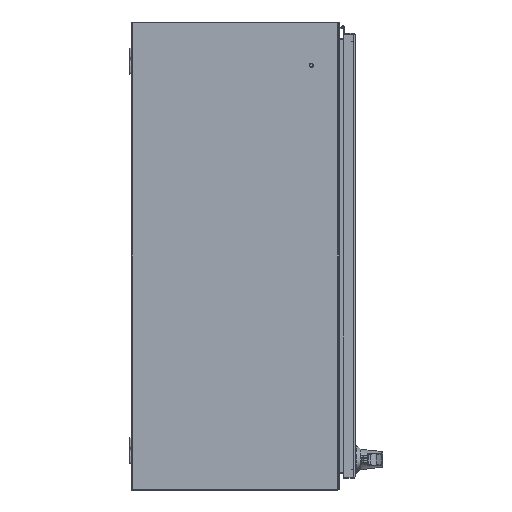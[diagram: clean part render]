
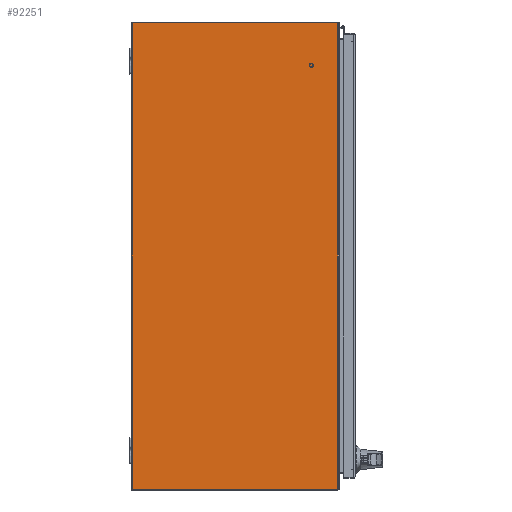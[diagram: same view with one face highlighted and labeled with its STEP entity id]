
A CAD part, front view. The second image highlights one B-rep face of the part: STEP entity #92251.
In plain terms, the highlighted face is planar.
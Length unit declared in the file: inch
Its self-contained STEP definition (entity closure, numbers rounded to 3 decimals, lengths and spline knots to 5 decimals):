
#217 = EDGE_CURVE ( 'NONE', #36916, #24784, #54275, .T. ) ;
#8770 = DIRECTION ( 'NONE',  ( 0., 1., 0. ) ) ;
#9301 = DIRECTION ( 'NONE',  ( -1., 0., 0. ) ) ;
#9345 = VECTOR ( 'NONE', #71185, 39.37008 ) ;
#18835 = ORIENTED_EDGE ( 'NONE', *, *, #91724, .F. ) ;
#21439 = VECTOR ( 'NONE', #9301, 39.37008 ) ;
#21822 = EDGE_CURVE ( 'NONE', #101189, #24784, #106965, .T. ) ;
#23413 = CARTESIAN_POINT ( 'NONE',  ( -17.928, -15.892, -30. ) ) ;
#24784 = VERTEX_POINT ( 'NONE', #25829 ) ;
#25829 = CARTESIAN_POINT ( 'NONE',  ( -17.928, -0.108, -30. ) ) ;
#29119 = CARTESIAN_POINT ( 'NONE',  ( 17.928, -0.072, -30. ) ) ;
#33496 = LINE ( 'NONE', #29119, #99304 ) ;
#36709 = CARTESIAN_POINT ( 'NONE',  ( 17.928, -0.108, -30. ) ) ;
#36916 = VERTEX_POINT ( 'NONE', #36709 ) ;
#37757 = ORIENTED_EDGE ( 'NONE', *, *, #21822, .T. ) ;
#44622 = CARTESIAN_POINT ( 'NONE',  ( -17.928, -0.072, -30. ) ) ;
#54275 = LINE ( 'NONE', #70718, #21439 ) ;
#56611 = VERTEX_POINT ( 'NONE', #113250 ) ;
#65812 = DIRECTION ( 'NONE',  ( 0., -1., 0. ) ) ;
#69056 = FACE_OUTER_BOUND ( 'NONE', #77031, .T. ) ;
#69520 = CARTESIAN_POINT ( 'NONE',  ( -17.928, 0., -30. ) ) ;
#69922 = PLANE ( 'NONE',  #108041 ) ;
#70718 = CARTESIAN_POINT ( 'NONE',  ( 17.928, -0.108, -30. ) ) ;
#71185 = DIRECTION ( 'NONE',  ( 1., 0., 0. ) ) ;
#77031 = EDGE_LOOP ( 'NONE', ( #18835, #37757, #105995, #108752 ) ) ;
#80374 = CARTESIAN_POINT ( 'NONE',  ( -17.928, -15.892, -30. ) ) ;
#88337 = DIRECTION ( 'NONE',  ( 1., 0., 0. ) ) ;
#91724 = EDGE_CURVE ( 'NONE', #101189, #56611, #102118, .T. ) ;
#92251 = ADVANCED_FACE ( 'NONE', ( #69056 ), #69922, .F. ) ;
#97160 = DIRECTION ( 'NONE',  ( 0., 0., 1. ) ) ;
#99304 = VECTOR ( 'NONE', #65812, 39.37008 ) ;
#101189 = VERTEX_POINT ( 'NONE', #23413 ) ;
#102118 = LINE ( 'NONE', #80374, #9345 ) ;
#105995 = ORIENTED_EDGE ( 'NONE', *, *, #217, .F. ) ;
#106463 = EDGE_CURVE ( 'NONE', #36916, #56611, #33496, .T. ) ;
#106965 = LINE ( 'NONE', #44622, #115593 ) ;
#108041 = AXIS2_PLACEMENT_3D ( 'NONE', #69520, #97160, #88337 ) ;
#108752 = ORIENTED_EDGE ( 'NONE', *, *, #106463, .T. ) ;
#113250 = CARTESIAN_POINT ( 'NONE',  ( 17.928, -15.892, -30. ) ) ;
#115593 = VECTOR ( 'NONE', #8770, 39.37008 ) ;
